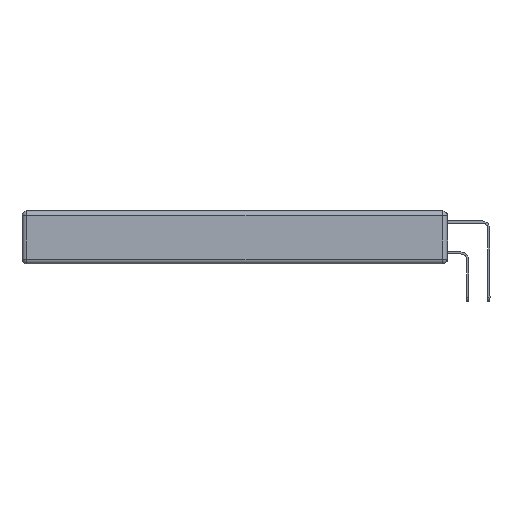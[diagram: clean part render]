
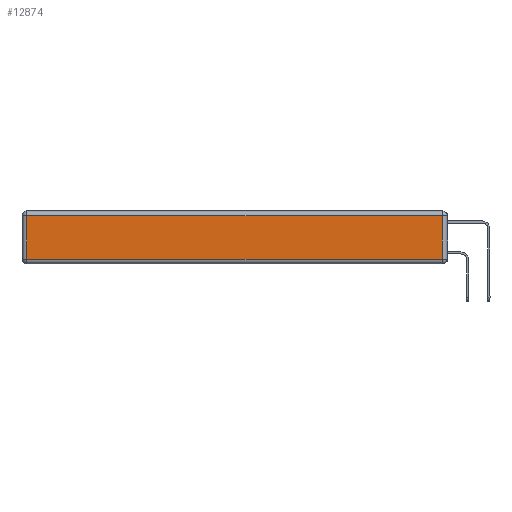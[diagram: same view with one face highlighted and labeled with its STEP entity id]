
A CAD part, left-side view. The second image highlights one B-rep face of the part: STEP entity #12874.
In plain terms, the highlighted planar face has unit normal (-1, 0, 0).
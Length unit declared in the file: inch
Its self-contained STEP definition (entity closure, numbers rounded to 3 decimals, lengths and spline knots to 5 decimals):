
#493 = CARTESIAN_POINT ( 'NONE',  ( 0., 0.03, -0.03 ) ) ;
#1267 = CARTESIAN_POINT ( 'NONE',  ( 0., 0.03, -0.343 ) ) ;
#1401 = CARTESIAN_POINT ( 'NONE',  ( 0., 0., -0.313 ) ) ;
#1557 = FACE_OUTER_BOUND ( 'NONE', #15604, .T. ) ;
#1963 = DIRECTION ( 'NONE',  ( -1., 0., 0. ) ) ;
#2532 = VERTEX_POINT ( 'NONE', #8849 ) ;
#2934 = CARTESIAN_POINT ( 'NONE',  ( 0., 2.72, -0.343 ) ) ;
#3796 = DIRECTION ( 'NONE',  ( 0., 1., 0. ) ) ;
#4007 = VERTEX_POINT ( 'NONE', #493 ) ;
#4685 = ORIENTED_EDGE ( 'NONE', *, *, #10726, .T. ) ;
#5773 = AXIS2_PLACEMENT_3D ( 'NONE', #8152, #1963, #14497 ) ;
#6561 = CARTESIAN_POINT ( 'NONE',  ( 0., 2.72, -0.03 ) ) ;
#7222 = LINE ( 'NONE', #1267, #8450 ) ;
#7577 = CARTESIAN_POINT ( 'NONE',  ( 0., 0.03, -0.313 ) ) ;
#7635 = VECTOR ( 'NONE', #3796, 39.37008 ) ;
#7813 = VECTOR ( 'NONE', #15520, 39.37008 ) ;
#8010 = ORIENTED_EDGE ( 'NONE', *, *, #14064, .T. ) ;
#8152 = CARTESIAN_POINT ( 'NONE',  ( 0., 0., -0.343 ) ) ;
#8450 = VECTOR ( 'NONE', #12272, 39.37008 ) ;
#8571 = VERTEX_POINT ( 'NONE', #7577 ) ;
#8849 = CARTESIAN_POINT ( 'NONE',  ( 0., 2.72, -0.313 ) ) ;
#8945 = EDGE_CURVE ( 'NONE', #4007, #9123, #14983, .T. ) ;
#9116 = LINE ( 'NONE', #2934, #7813 ) ;
#9123 = VERTEX_POINT ( 'NONE', #6561 ) ;
#10479 = ORIENTED_EDGE ( 'NONE', *, *, #8945, .T. ) ;
#10560 = VECTOR ( 'NONE', #15249, 39.37008 ) ;
#10726 = EDGE_CURVE ( 'NONE', #9123, #2532, #9116, .T. ) ;
#11949 = ORIENTED_EDGE ( 'NONE', *, *, #14039, .T. ) ;
#12272 = DIRECTION ( 'NONE',  ( 0., 0., 1. ) ) ;
#12622 = CARTESIAN_POINT ( 'NONE',  ( 0., 2.75, -0.03 ) ) ;
#12725 = LINE ( 'NONE', #1401, #10560 ) ;
#12874 = ADVANCED_FACE ( 'NONE', ( #1557 ), #14090, .T. ) ;
#14039 = EDGE_CURVE ( 'NONE', #2532, #8571, #12725, .T. ) ;
#14064 = EDGE_CURVE ( 'NONE', #8571, #4007, #7222, .T. ) ;
#14090 = PLANE ( 'NONE',  #5773 ) ;
#14497 = DIRECTION ( 'NONE',  ( 0., 0., 1. ) ) ;
#14983 = LINE ( 'NONE', #12622, #7635 ) ;
#15249 = DIRECTION ( 'NONE',  ( 0., -1., 0. ) ) ;
#15520 = DIRECTION ( 'NONE',  ( 0., 0., -1. ) ) ;
#15604 = EDGE_LOOP ( 'NONE', ( #11949, #8010, #10479, #4685 ) ) ;
